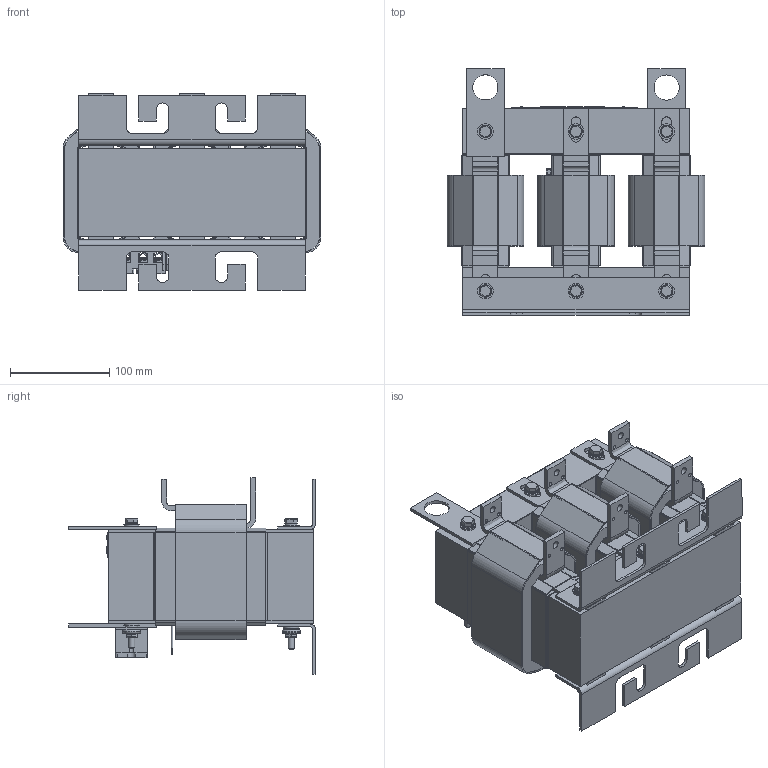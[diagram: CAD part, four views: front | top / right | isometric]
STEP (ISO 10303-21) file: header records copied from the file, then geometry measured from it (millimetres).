
FILE_DESCRIPTION(/* description */ (''),/* implementation_level */ '2;1');
FILE_NAME(/* name */ 'KTRMG65A.stp',/* time_stamp */ '2020-08-03T07:40:20-05:00',/* author */ ('jnelson'),/* organization */ (''),/* preprocessor_version */ 'ST-DEVELOPER v17',/* originating_system */ 'Autodesk Inventor 2019',/* authorisation */ '');
FILE_SCHEMA (('AUTOMOTIVE_DESIGN { 1 0 10303 214 3 1 1 }'));
Length unit declared in the file: inch
Products named in the file (20): KTRMG65A; 24152; 16600; 23412-3.50; 24262; 15309; 30097- LARGE  BLANK  (REACTOR); 1505-1763-4495 ASSEMBLY; 15217; 28453; 28453_1; 11923insert-hex head; 11923-1; 11923-HEX SCREW; 31553; 29477-SHORT LEADS; 1763-4495 ASSEMBLY; 4495; 1763; 1505
Assembly tree (47 placements, depth 4):
  KTRMG65A
    23412-3.50  x2
    16600  x2
    24152  x3
    24262  x2
    15309  x2
    30097- LARGE  BLANK  (REACTOR)
    1763-4495 ASSEMBLY  x8
      4495
      1763
    1505-1763-4495 ASSEMBLY  x4
      4495
      1763
      1505
    15217  x6
    28453
      28453_1
      11923insert-hex head  x3
        11923-1
        11923-HEX SCREW
    31553
    29477-SHORT LEADS
    1505  x2
Bounding box: 260.3 x 248.92 x 198.3 mm (x, y, z)
Volume: 4706609.6 mm3; surface area: 1064478 mm2
Topology: 63 solids, 63 shells, 1894 faces, 4788 edges, 3091 vertices
Faces by surface type: plane 1009, cylinder 658, bspline 169, cone 42, torus 12, sphere 4
Full cylindrical faces by diameter (mm): 0.762 x2, 1.524 x2, 3.505 x12, 4.166 x2, 4.496 x3, 4.724 x2, 5.172 x30, 6.147 x12, 6.35 x42, 6.604 x6, 7.01 x6, 7.112 x6, 7.137 x12, 7.62 x12, 8.128 x4, 8.738 x6, 9.652 x8, 12.7 x12, 15.875 x12, 18.491 x6, 25.4 x2
Entity records: 33469 total; most frequent: CARTESIAN_POINT 9450, ORIENTED_EDGE 5046, DIRECTION 4311, EDGE_CURVE 2523, LINE 1733, VECTOR 1733, VERTEX_POINT 1658, AXIS2_PLACEMENT_3D 1289
